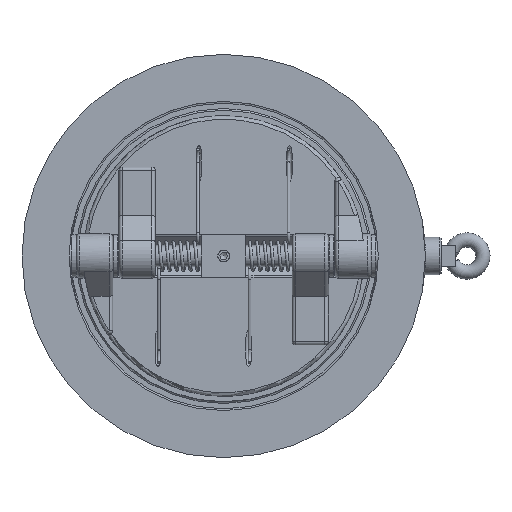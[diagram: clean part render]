
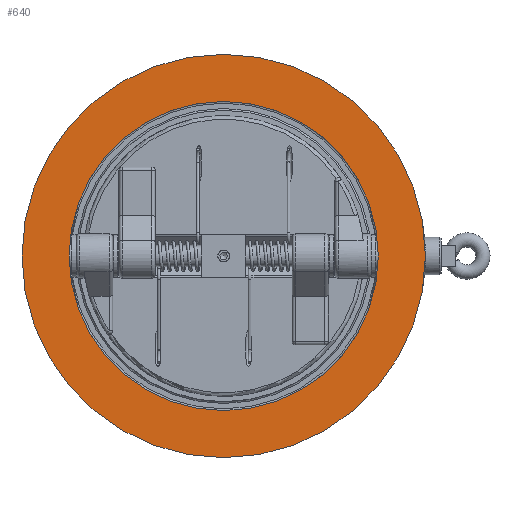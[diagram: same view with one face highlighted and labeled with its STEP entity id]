
A CAD part, front view. The second image highlights one B-rep face of the part: STEP entity #640.
In plain terms, the highlighted planar face has unit normal (0, -1, 0).
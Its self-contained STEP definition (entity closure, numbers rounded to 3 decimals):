
#613=CARTESIAN_POINT('',(-100.25,0.,0.0));
#614=DIRECTION('',(0.0,-1.0,0.0));
#615=DIRECTION('',(0.0,0.0,-1.0));
#616=AXIS2_PLACEMENT_3D('',#613,#614,#615);
#617=PLANE('',#616);
#618=CARTESIAN_POINT('',(-113.5,0.,0.0));
#619=VERTEX_POINT('',#618);
#620=CARTESIAN_POINT('',(0.0,0.,0.0));
#621=DIRECTION('',(0.0,1.0,0.0));
#622=DIRECTION('',(-1.0,0.0,0.0));
#623=AXIS2_PLACEMENT_3D('',#620,#621,#622);
#624=CIRCLE('',#623,113.5);
#625=EDGE_CURVE('',#619,#619,#624,.T.);
#626=ORIENTED_EDGE('',*,*,#625,.F.);
#627=EDGE_LOOP('',(#626));
#628=FACE_OUTER_BOUND('',#627,.T.);
#629=CARTESIAN_POINT('',(-87.,0.,0.0));
#630=VERTEX_POINT('',#629);
#631=CARTESIAN_POINT('',(0.0,0.,0.0));
#632=DIRECTION('',(0.0,1.0,0.0));
#633=DIRECTION('',(-1.0,0.0,0.0));
#634=AXIS2_PLACEMENT_3D('',#631,#632,#633);
#635=CIRCLE('',#634,87.);
#636=EDGE_CURVE('',#630,#630,#635,.T.);
#637=ORIENTED_EDGE('',*,*,#636,.T.);
#638=EDGE_LOOP('',(#637));
#639=FACE_BOUND('',#638,.T.);
#640=ADVANCED_FACE('',(#628,#639),#617,.T.);
